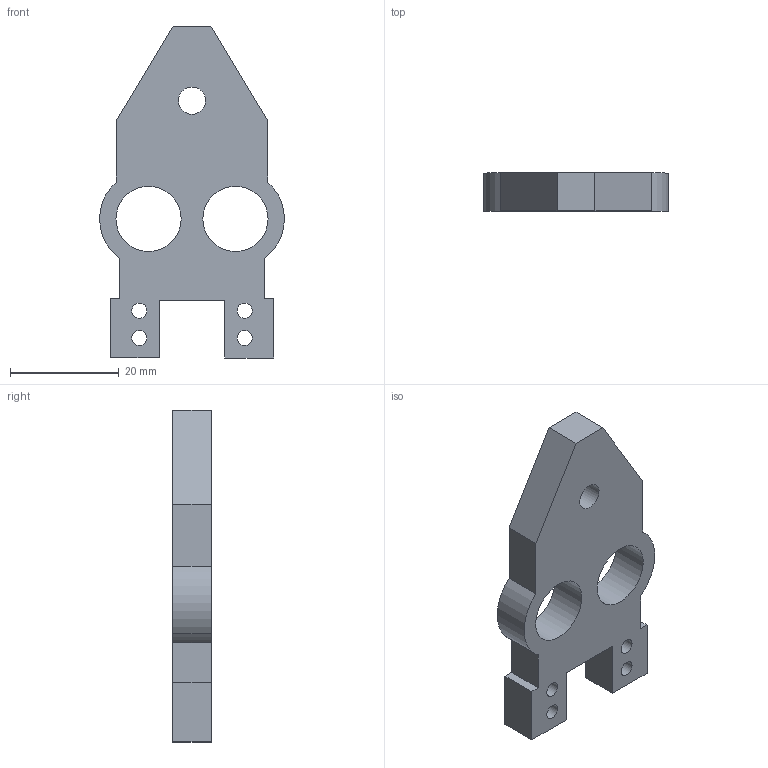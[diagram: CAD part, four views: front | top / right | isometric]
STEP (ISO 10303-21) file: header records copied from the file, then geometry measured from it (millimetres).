
FILE_DESCRIPTION(/* description */ (''),/* implementation_level */ '2;1');
FILE_NAME(/* name */ '30_Cube_Z_Focus_MGN_NEMA_slide_part2.ipt.step',/* time_stamp */ '2022-11-29T08:22:16+01:00',/* author */ ('diederichbenedict'),/* organization */ (''),/* preprocessor_version */ 'ST-DEVELOPER v18.1',/* originating_system */ 'Autodesk Inventor 2022',/* authorisation */ '');
FILE_SCHEMA (('AUTOMOTIVE_DESIGN { 1 0 10303 214 3 1 1 }'));
Length unit declared in the file: millimetre
Products named in the file (1): 30_Cube_Z_Focus_MGN_NEMA_slide_part2
Bounding box: 34 x 7 x 61.1 mm (x, y, z)
Volume: 7605.6 mm3; surface area: 5005.7 mm2
Topology: 1 solids, 1 shells, 35 faces, 90 edges, 60 vertices
Faces by surface type: plane 21, cylinder 14
Full cylindrical faces by diameter (mm): 2.8 x4, 5 x1, 8 x3, 12 x2
Entity records: 1141 total; most frequent: DIRECTION 190, CARTESIAN_POINT 186, ORIENTED_EDGE 180, EDGE_CURVE 90, AXIS2_PLACEMENT_3D 64, LINE 62, VECTOR 62, VERTEX_POINT 60
